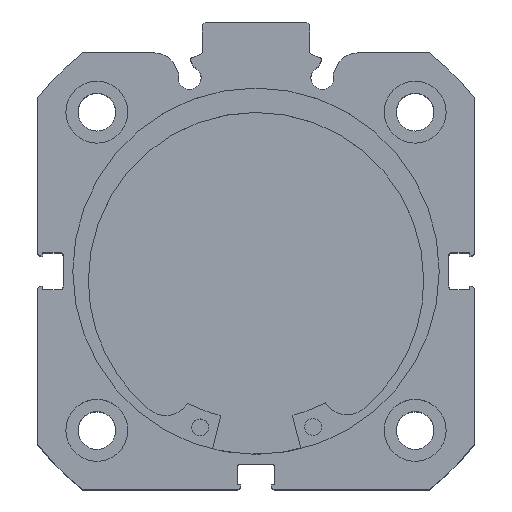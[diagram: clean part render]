
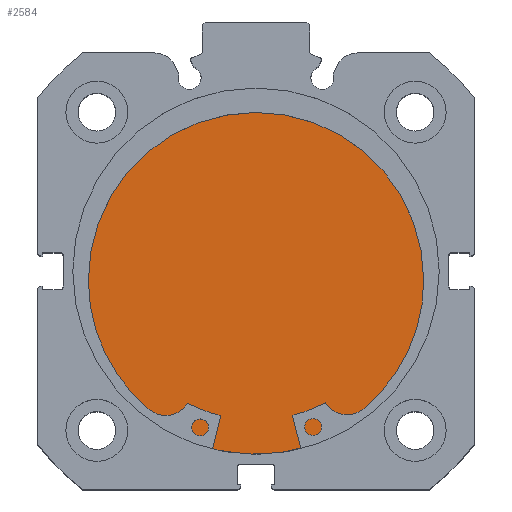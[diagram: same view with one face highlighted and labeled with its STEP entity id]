
A CAD part, top view. The second image highlights one B-rep face of the part: STEP entity #2584.
In plain terms, the highlighted face is planar.
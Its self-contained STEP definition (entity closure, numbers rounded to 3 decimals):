
#424 = VERTEX_POINT ( 'NONE', #2100 ) ;
#442 = VERTEX_POINT ( 'NONE', #2015 ) ;
#1168 = PLANE ( 'NONE',  #5416 ) ;
#1170 = CARTESIAN_POINT ( 'NONE',  ( 9.5, 32.5, 0. ) ) ;
#1175 = DIRECTION ( 'NONE',  ( -1., 0., 0. ) ) ;
#1176 = DIRECTION ( 'NONE',  ( 0., 0., 1. ) ) ;
#1789 = AXIS2_PLACEMENT_3D ( 'NONE', #3956, #3967, #3965 ) ;
#1895 = AXIS2_PLACEMENT_3D ( 'NONE', #4064, #4034, #4031 ) ;
#2015 = CARTESIAN_POINT ( 'NONE',  ( 9.5, 0., -32.5 ) ) ;
#2100 = CARTESIAN_POINT ( 'NONE',  ( 9.5, 0., 32.5 ) ) ;
#2584 = ADVANCED_FACE ( 'NONE', ( #3050 ), #1168, .F. ) ;
#2750 = ORIENTED_EDGE ( 'NONE', *, *, #5289, .F. ) ;
#2751 = ORIENTED_EDGE ( 'NONE', *, *, #5301, .F. ) ;
#2927 = EDGE_LOOP ( 'NONE', ( #2750, #2751 ) ) ;
#3050 = FACE_OUTER_BOUND ( 'NONE', #2927, .T. ) ;
#3956 = CARTESIAN_POINT ( 'NONE',  ( 9.5, 0., 0. ) ) ;
#3965 = DIRECTION ( 'NONE',  ( 0., 0., 1. ) ) ;
#3967 = DIRECTION ( 'NONE',  ( -1., 0., 0. ) ) ;
#4031 = DIRECTION ( 'NONE',  ( 0., 0., 1. ) ) ;
#4034 = DIRECTION ( 'NONE',  ( -1., 0., 0. ) ) ;
#4064 = CARTESIAN_POINT ( 'NONE',  ( 9.5, 0., 0. ) ) ;
#5289 = EDGE_CURVE ( 'NONE', #424, #442, #5490, .T. ) ;
#5301 = EDGE_CURVE ( 'NONE', #442, #424, #5504, .T. ) ;
#5416 = AXIS2_PLACEMENT_3D ( 'NONE', #1170, #1175, #1176 ) ;
#5490 = CIRCLE ( 'NONE', #1895, 32.5 ) ;
#5504 = CIRCLE ( 'NONE', #1789, 32.5 ) ;
